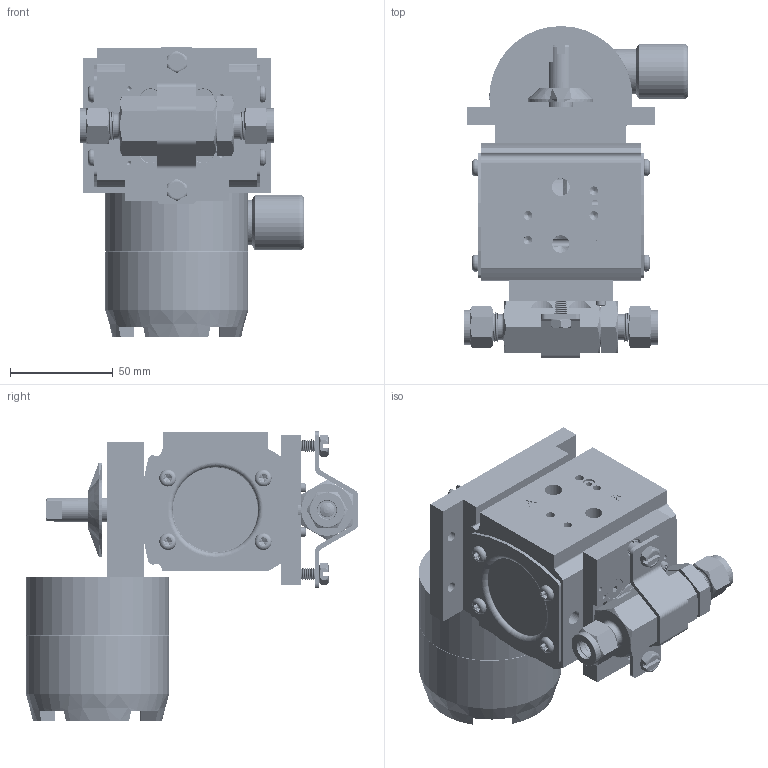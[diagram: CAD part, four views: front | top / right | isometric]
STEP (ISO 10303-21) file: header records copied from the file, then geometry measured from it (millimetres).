
FILE_DESCRIPTION (( 'STEP AP203' ), '1' );
FILE_NAME ('8204XXC6A512DLS.step', '2018-08-30T13:01:35', ( '' ), ( '' ), 'SwSTEP 2.0', 'SolidWorks 2018', '' );
FILE_SCHEMA (( 'CONFIG_CONTROL_DESIGN' ));
Length unit declared in the file: inch
Products named in the file (1): 8204XXC6A512DLS
Bounding box: 109.22 x 161.26 x 140.47 mm (x, y, z)
Volume: 531333.3 mm3; surface area: 205899.4 mm2
Topology: 50 solids, 50 shells, 3660 faces, 9519 edges, 5936 vertices
Faces by surface type: cylinder 1636, cone 1074, plane 692, bspline 137, torus 115, sphere 6
Entity records: 155836 total; most frequent: CARTESIAN_POINT 70057, ORIENTED_EDGE 18730, DIRECTION 17786, EDGE_CURVE 9365, AXIS2_PLACEMENT_3D 7048, VERTEX_POINT 5932, EDGE_LOOP 3913, LINE 3690
